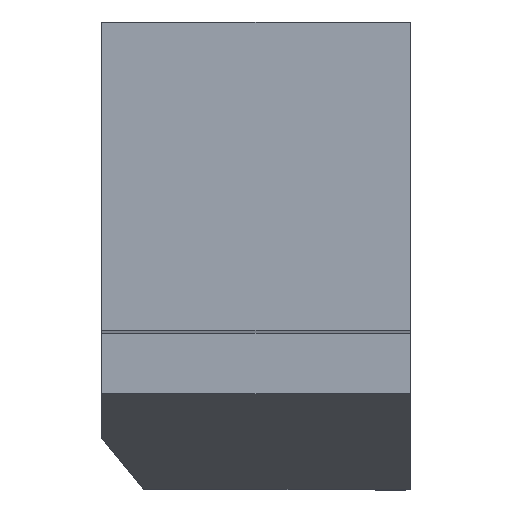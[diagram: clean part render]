
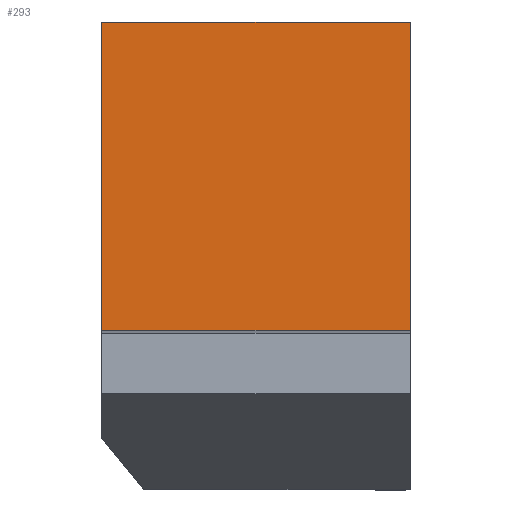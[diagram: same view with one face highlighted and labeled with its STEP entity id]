
A CAD part, top view. The second image highlights one B-rep face of the part: STEP entity #293.
In plain terms, the highlighted planar face has unit normal (0, 0, 1).
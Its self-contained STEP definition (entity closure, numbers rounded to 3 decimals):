
#293=ADVANCED_FACE('CU_BACK_SU1',(#428),#374,.F.);
#374=PLANE('',#1953);
#428=FACE_OUTER_BOUND('',#520,.T.);
#520=EDGE_LOOP('',(#732,#733,#734,#735));
#732=ORIENTED_EDGE('',*,*,#1377,.T.);
#733=ORIENTED_EDGE('',*,*,#1364,.F.);
#734=ORIENTED_EDGE('',*,*,#1351,.T.);
#735=ORIENTED_EDGE('',*,*,#1360,.T.);
#1159=VERTEX_POINT('',#2803);
#1160=VERTEX_POINT('',#2805);
#1167=VERTEX_POINT('',#2821);
#1169=VERTEX_POINT('',#2829);
#1351=EDGE_CURVE('',#1160,#1159,#1579,.T.);
#1360=EDGE_CURVE('',#1159,#1167,#1586,.T.);
#1364=EDGE_CURVE('',#1160,#1169,#1587,.T.);
#1377=EDGE_CURVE('',#1167,#1169,#1597,.T.);
#1579=LINE('',#2804,#1735);
#1586=LINE('',#2822,#1742);
#1587=LINE('',#2828,#1743);
#1597=LINE('',#2851,#1753);
#1735=VECTOR('',#2220,1.);
#1742=VECTOR('',#2233,1.);
#1743=VECTOR('',#2242,1.);
#1753=VECTOR('',#2262,1.);
#1953=AXIS2_PLACEMENT_3D('',#2853,#2265,#2266);
#2220=DIRECTION('',(-1.,0.,0.));
#2233=DIRECTION('',(0.,-1.,0.));
#2242=DIRECTION('',(0.,-1.,0.));
#2262=DIRECTION('',(1.,0.,0.));
#2265=DIRECTION('',(0.,0.,-1.));
#2266=DIRECTION('',(1.,0.,0.));
#2803=CARTESIAN_POINT('',(0.,19.925,0.));
#2804=CARTESIAN_POINT('',(-6.496,19.925,0.));
#2805=CARTESIAN_POINT('',(19.925,19.925,0.));
#2821=CARTESIAN_POINT('',(0.,0.,0.));
#2822=CARTESIAN_POINT('',(0.,24.925,0.));
#2828=CARTESIAN_POINT('',(19.925,24.925,0.));
#2829=CARTESIAN_POINT('',(19.925,0.,0.));
#2851=CARTESIAN_POINT('',(-6.496,0.,0.));
#2853=CARTESIAN_POINT('',(-6.496,24.925,0.));
